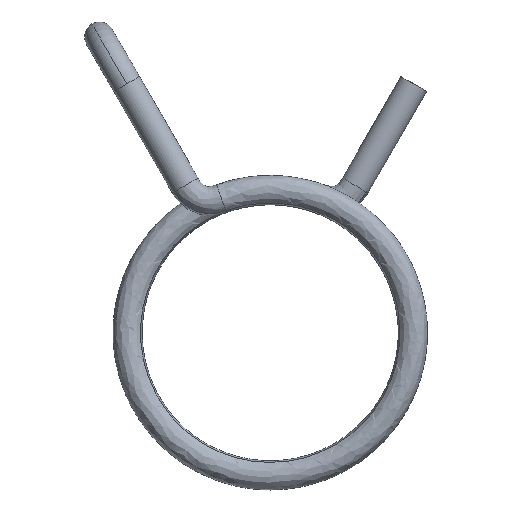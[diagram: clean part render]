
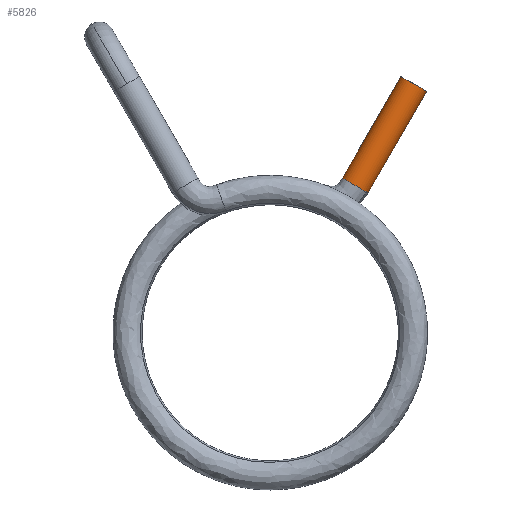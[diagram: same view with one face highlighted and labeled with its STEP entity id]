
A CAD part, top view. The second image highlights one B-rep face of the part: STEP entity #5826.
In plain terms, the highlighted cylindrical face has radius 0.75 mm (diameter 1.5 mm), a partial arc.
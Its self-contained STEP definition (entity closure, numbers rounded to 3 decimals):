
#511 = DIRECTION ( 'NONE',  ( -0.734, 0.424, -0.53 ) ) ;
#606 = DIRECTION ( 'NONE',  ( 0.5, 0.866, 0. ) ) ;
#732 = VERTEX_POINT ( 'NONE', #5537 ) ;
#874 = VECTOR ( 'NONE', #1606, 1000. ) ;
#947 = VERTEX_POINT ( 'NONE', #2876 ) ;
#994 = CARTESIAN_POINT ( 'NONE',  ( 4.29, 7.431, 0.8 ) ) ;
#1048 = ORIENTED_EDGE ( 'NONE', *, *, #6991, .T. ) ;
#1205 = CARTESIAN_POINT ( 'NONE',  ( 4.29, 7.431, 0.8 ) ) ;
#1606 = DIRECTION ( 'NONE',  ( 0.5, 0.866, 0. ) ) ;
#1790 = ORIENTED_EDGE ( 'NONE', *, *, #3711, .F. ) ;
#1819 = VERTEX_POINT ( 'NONE', #4214 ) ;
#2187 = CARTESIAN_POINT ( 'NONE',  ( 7.9, 12.182, 0.8 ) ) ;
#2189 = EDGE_CURVE ( 'NONE', #1819, #947, #2701, .T. ) ;
#2271 = AXIS2_PLACEMENT_3D ( 'NONE', #6018, #4368, #5012 ) ;
#2561 = LINE ( 'NONE', #3222, #3623 ) ;
#2701 = CIRCLE ( 'NONE', #6773, 0.75 ) ;
#2759 = CIRCLE ( 'NONE', #6472, 0.75 ) ;
#2786 = CARTESIAN_POINT ( 'NONE',  ( 3.645, 7.804, 0.8 ) ) ;
#2876 = CARTESIAN_POINT ( 'NONE',  ( 4.936, 7.058, 0.8 ) ) ;
#3222 = CARTESIAN_POINT ( 'NONE',  ( 3.641, 7.806, 0.8 ) ) ;
#3354 = AXIS2_PLACEMENT_3D ( 'NONE', #1205, #606, #4068 ) ;
#3502 = DIRECTION ( 'NONE',  ( -0.734, 0.424, -0.53 ) ) ;
#3623 = VECTOR ( 'NONE', #7012, 1000. ) ;
#3711 = EDGE_CURVE ( 'NONE', #6406, #732, #2561, .T. ) ;
#3797 = EDGE_LOOP ( 'NONE', ( #6585, #4160, #4620, #1790, #1048 ) ) ;
#4065 = DIRECTION ( 'NONE',  ( 0.5, 0.866, 0. ) ) ;
#4068 = DIRECTION ( 'NONE',  ( -0.866, 0.5, 0. ) ) ;
#4160 = ORIENTED_EDGE ( 'NONE', *, *, #5258, .T. ) ;
#4214 = CARTESIAN_POINT ( 'NONE',  ( 4.841, 7.113, 1.197 ) ) ;
#4368 = DIRECTION ( 'NONE',  ( 0.5, 0.866, 0. ) ) ;
#4620 = ORIENTED_EDGE ( 'NONE', *, *, #5577, .F. ) ;
#5012 = DIRECTION ( 'NONE',  ( -0.734, 0.424, -0.53 ) ) ;
#5258 = EDGE_CURVE ( 'NONE', #947, #5628, #6025, .T. ) ;
#5508 = CARTESIAN_POINT ( 'NONE',  ( 4.94, 7.056, 0.8 ) ) ;
#5537 = CARTESIAN_POINT ( 'NONE',  ( 6.6, 12.932, 0.8 ) ) ;
#5557 = DIRECTION ( 'NONE',  ( 0.5, 0.866, 0. ) ) ;
#5577 = EDGE_CURVE ( 'NONE', #732, #5628, #6832, .T. ) ;
#5628 = VERTEX_POINT ( 'NONE', #2187 ) ;
#5661 = CYLINDRICAL_SURFACE ( 'NONE', #3354, 0.75 ) ;
#5815 = CARTESIAN_POINT ( 'NONE',  ( 4.29, 7.431, 0.8 ) ) ;
#5826 = ADVANCED_FACE ( 'NONE', ( #6239 ), #5661, .T. ) ;
#6018 = CARTESIAN_POINT ( 'NONE',  ( 7.25, 12.557, 0.8 ) ) ;
#6025 = LINE ( 'NONE', #5508, #874 ) ;
#6239 = FACE_OUTER_BOUND ( 'NONE', #3797, .T. ) ;
#6406 = VERTEX_POINT ( 'NONE', #2786 ) ;
#6472 = AXIS2_PLACEMENT_3D ( 'NONE', #994, #5557, #511 ) ;
#6585 = ORIENTED_EDGE ( 'NONE', *, *, #2189, .T. ) ;
#6773 = AXIS2_PLACEMENT_3D ( 'NONE', #5815, #4065, #3502 ) ;
#6832 = CIRCLE ( 'NONE', #2271, 0.75 ) ;
#6991 = EDGE_CURVE ( 'NONE', #6406, #1819, #2759, .T. ) ;
#7012 = DIRECTION ( 'NONE',  ( 0.5, 0.866, 0. ) ) ;
